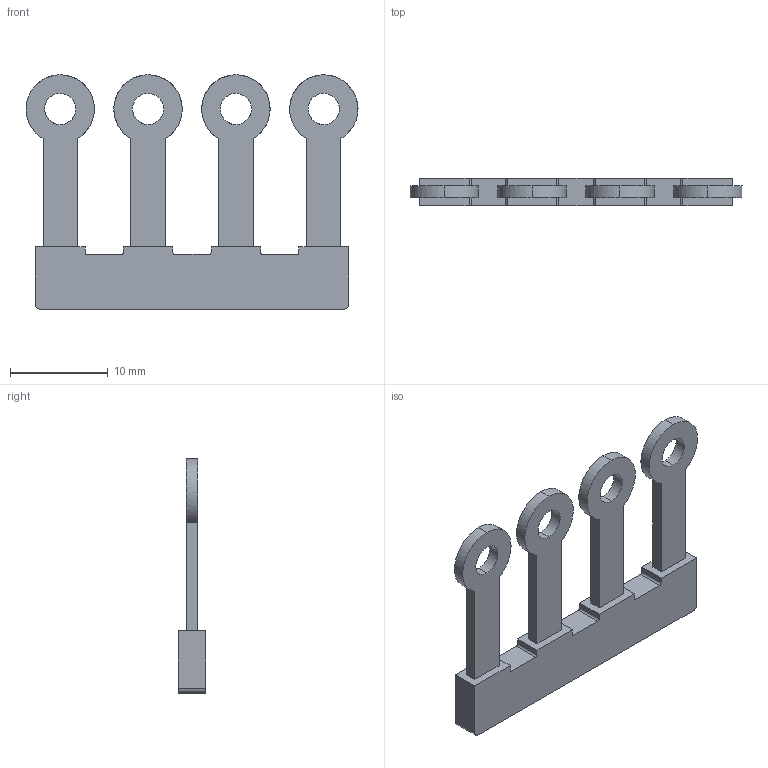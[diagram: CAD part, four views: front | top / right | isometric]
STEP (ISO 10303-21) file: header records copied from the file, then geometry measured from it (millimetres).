
FILE_DESCRIPTION(('CATIA V5 STEP Exchange','CAx-IF Rec.Pracs.--- Model Styling and Organization---1.4--- 2014-01-23'),'2;1');
FILE_NAME ('D1463467_0', '2020-07-28T04:22:35+00:00', ('none'), ('Weidmueller'), 'CATIA Version 5-6 Release 2016 SP3 HF44', 'CATIA V5 STEP AP214', 'none');
FILE_SCHEMA(('AUTOMOTIVE_DESIGN { 1 0 10303 214 1 1 1 1 }'));
Length unit declared in the file: millimetre
Products named in the file (1): 2615130000
Bounding box: 34 x 2.8 x 24 mm (x, y, z)
Volume: 875.6 mm3; surface area: 1422.3 mm2
Topology: 5 solids, 5 shells, 62 faces, 172 edges, 120 vertices
Faces by surface type: plane 38, cylinder 24
Entity records: 2220 total; most frequent: CARTESIAN_POINT 665, ORIENTED_EDGE 344, DIRECTION 249, EDGE_CURVE 172, VERTEX_POINT 120, VECTOR 108, LINE 108, AXIS2_PLACEMENT_3D 86
